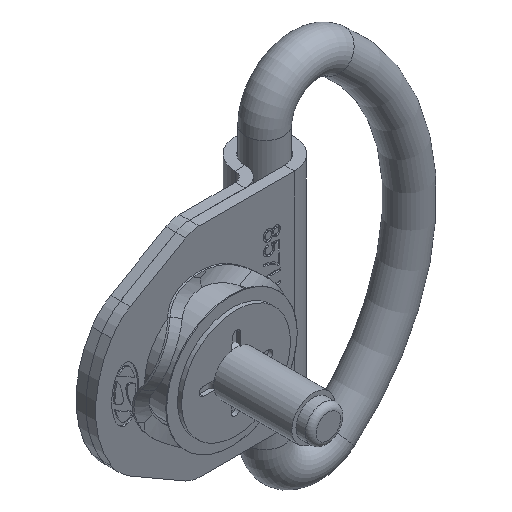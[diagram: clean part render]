
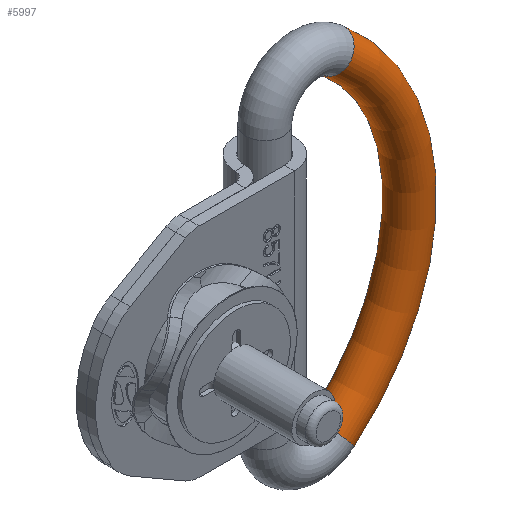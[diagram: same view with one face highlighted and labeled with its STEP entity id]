
A CAD part, isometric view. The second image highlights one B-rep face of the part: STEP entity #5997.
In plain terms, the highlighted toroidal (fillet/blend) face has major radius 39.342 mm and minor radius 3.5 mm.
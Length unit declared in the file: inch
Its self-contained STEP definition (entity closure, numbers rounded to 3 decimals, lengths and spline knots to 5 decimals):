
#89=TOROIDAL_SURFACE('',#6525,1.5489,0.1378);
#343=CIRCLE('',#6523,0.1378);
#345=CIRCLE('',#6526,1.41111);
#346=CIRCLE('',#6527,0.1378);
#762=FACE_OUTER_BOUND('',#1140,.T.);
#1140=EDGE_LOOP('',(#5042,#5043,#5044,#5045));
#2778=VERTEX_POINT('',#11748);
#2779=VERTEX_POINT('',#11752);
#3564=EDGE_CURVE('',#2778,#2778,#343,.T.);
#3566=EDGE_CURVE('',#2778,#2779,#345,.T.);
#3567=EDGE_CURVE('',#2779,#2779,#346,.T.);
#5042=ORIENTED_EDGE('',*,*,#3564,.F.);
#5043=ORIENTED_EDGE('',*,*,#3566,.T.);
#5044=ORIENTED_EDGE('',*,*,#3567,.T.);
#5045=ORIENTED_EDGE('',*,*,#3566,.F.);
#5997=ADVANCED_FACE('',(#762),#89,.T.);
#6523=AXIS2_PLACEMENT_3D('',#11749,#7443,#7444);
#6525=AXIS2_PLACEMENT_3D('',#11751,#7447,#7448);
#6526=AXIS2_PLACEMENT_3D('',#11753,#7449,#7450);
#6527=AXIS2_PLACEMENT_3D('',#11754,#7451,#7452);
#7443=DIRECTION('center_axis',(0.,-0.772,-0.636));
#7444=DIRECTION('ref_axis',(-1.,0.,0.));
#7447=DIRECTION('center_axis',(-1.,0.,0.));
#7448=DIRECTION('ref_axis',(0.,0.,1.));
#7449=DIRECTION('center_axis',(1.,0.,0.));
#7450=DIRECTION('ref_axis',(0.,0.,1.));
#7451=DIRECTION('center_axis',(0.,0.772,-0.636));
#7452=DIRECTION('ref_axis',(-1.,0.,0.));
#11748=CARTESIAN_POINT('',(0.,0.39539,-1.08928));
#11749=CARTESIAN_POINT('Origin',(0.,0.48298,-1.19565));
#11751=CARTESIAN_POINT('Origin',(0.,-0.50166,0.));
#11752=CARTESIAN_POINT('',(0.,0.39539,1.08928));
#11753=CARTESIAN_POINT('Origin',(0.,-0.50166,
0.));
#11754=CARTESIAN_POINT('Origin',(0.,0.48298,1.19565));
